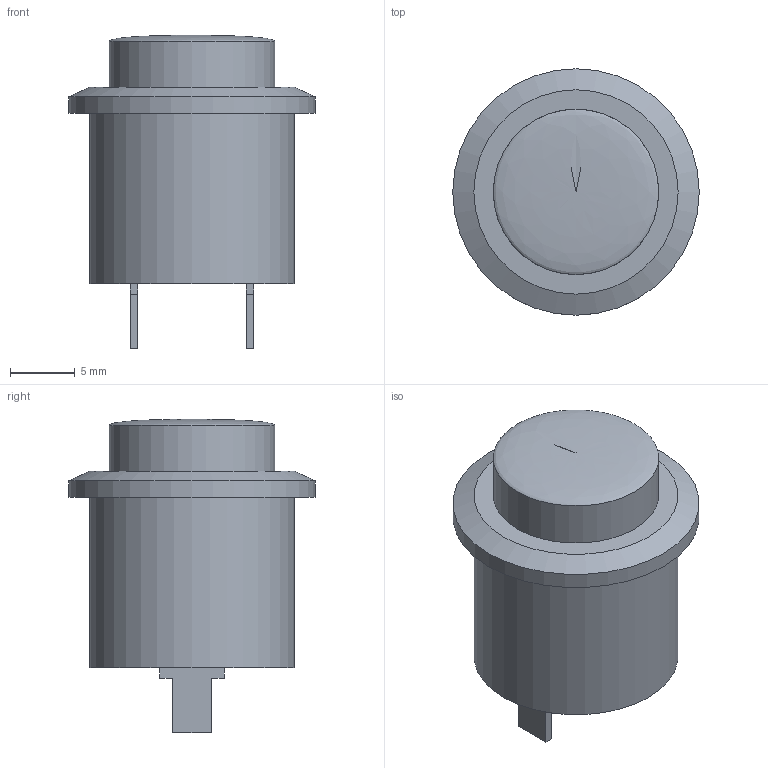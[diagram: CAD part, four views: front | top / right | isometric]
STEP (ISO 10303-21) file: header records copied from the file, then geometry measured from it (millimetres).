
FILE_DESCRIPTION(/* description */ ('STEP AP214'),/* implementation_level */ '2;1');
FILE_NAME(/* name */ '60393ec89adeb415736bab63',/* time_stamp */ '2021-02-26T18:32:41+00:00',/* author */ (''),/* organization */ (''),/* preprocessor_version */ 'ST-DEVELOPER v18.1',/* originating_system */ ' ',/* authorisation */ ' ');
FILE_SCHEMA (('AUTOMOTIVE_DESIGN {1 0 10303 214 3 1 1}'));
Length unit declared in the file: metre
Products named in the file (1): Part 1
Bounding box: 19 x 19 x 24.15 mm (x, y, z)
Volume: 3608.3 mm3; surface area: 1523.5 mm2
Topology: 1 solids, 1 shells, 26 faces, 62 edges, 41 vertices
Faces by surface type: plane 21, cylinder 3, cone 1, bspline 1
Full cylindrical faces by diameter (mm): 12.75 x1, 15.75 x1, 19 x1
Entity records: 994 total; most frequent: CARTESIAN_POINT 197, DIRECTION 114, ORIENTED_EDGE 110, EDGE_CURVE 55, LINE 48, VECTOR 48, VERTEX_POINT 40, FACE_BOUND 35
